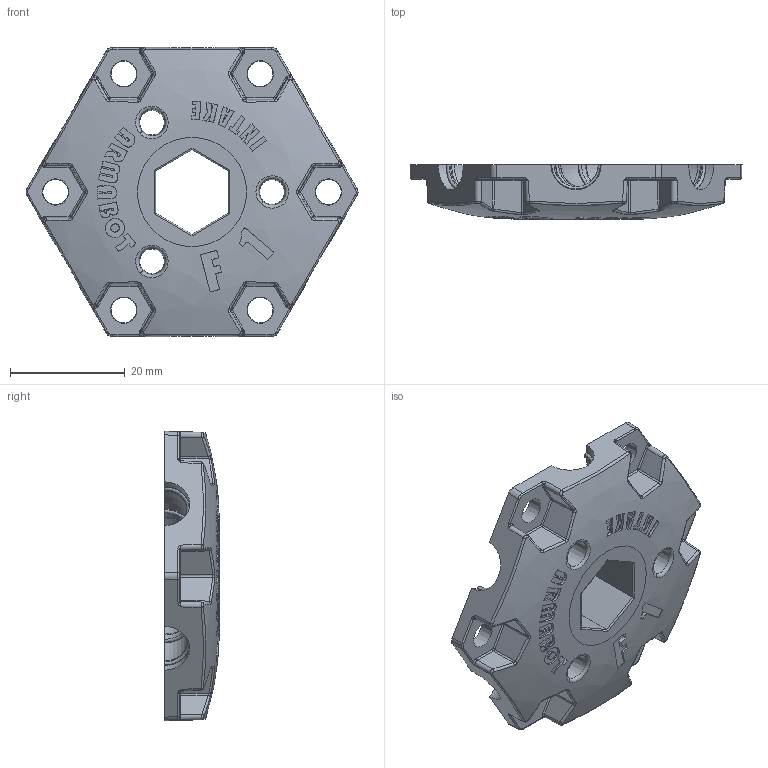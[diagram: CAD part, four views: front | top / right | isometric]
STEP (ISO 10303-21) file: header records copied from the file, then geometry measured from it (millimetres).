
FILE_DESCRIPTION(/* description */ (''),/* implementation_level */ '2;1');
FILE_NAME(/* name */ 'A0066.stp',/* time_stamp */ '2019-12-10T16:46:13-08:00',/* author */ ('Phillips Lenovo'),/* organization */ ('Autodesk Inc.'),/* preprocessor_version */ 'ST-DEVELOPER v18',/* originating_system */ 'Autodesk Inventor 2020',/* authorisation */ '');
FILE_SCHEMA (('AUTOMOTIVE_DESIGN { 1 0 10303 214 3 1 1 }'));
Length unit declared in the file: inch
Products named in the file (1): A0066
Bounding box: 57.96 x 9.53 x 50.54 mm (x, y, z)
Volume: 11357.2 mm3; surface area: 6992.9 mm2
Topology: 1 solids, 1 shells, 579 faces, 1568 edges, 999 vertices
Faces by surface type: plane 246, bspline 189, cylinder 96, torus 39, cone 9
Entity records: 31553 total; most frequent: CARTESIAN_POINT 17920, ORIENTED_EDGE 3112, DIRECTION 2522, EDGE_CURVE 1556, VERTEX_POINT 999, AXIS2_PLACEMENT_3D 938, LINE 646, VECTOR 646
